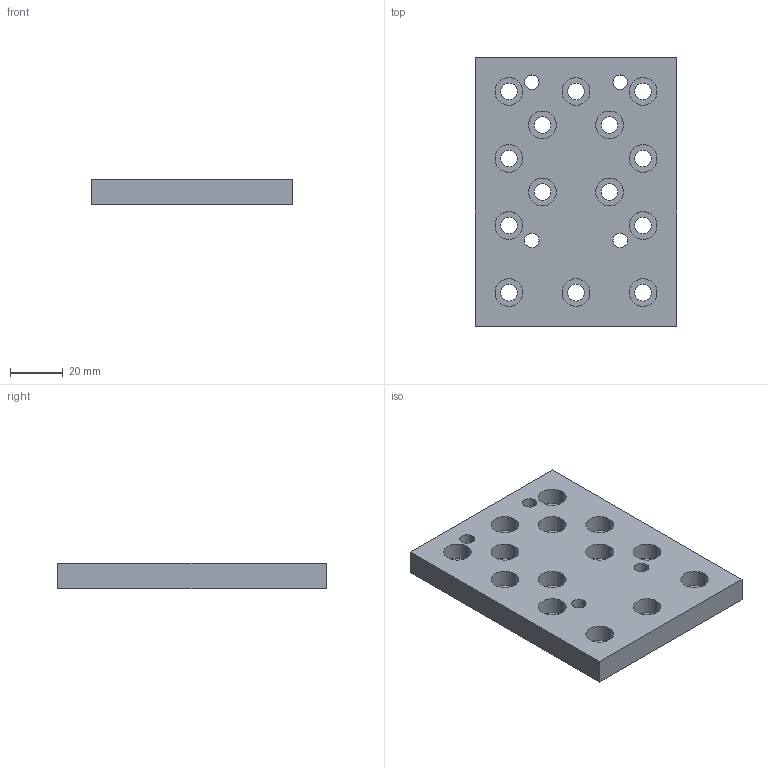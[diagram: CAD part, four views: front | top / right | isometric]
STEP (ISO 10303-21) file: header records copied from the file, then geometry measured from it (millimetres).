
FILE_DESCRIPTION (( 'STEP AP214' ), '1' );
FILE_NAME ('Camera_Adapter.STEP', '2024-10-04T17:21:22', ( '' ), ( '' ), 'SwSTEP 2.0', 'SolidWorks 2023', '' );
FILE_SCHEMA (( 'AUTOMOTIVE_DESIGN' ));
Length unit declared in the file: millimetre
Products named in the file (1): Camera_Adapter
Bounding box: 76.2 x 101.6 x 9.5 mm (x, y, z)
Volume: 63435.6 mm3; surface area: 22281.5 mm2
Topology: 1 solids, 1 shells, 84 faces, 204 edges, 136 vertices
Faces by surface type: cylinder 64, plane 20
Entity records: 2631 total; most frequent: DIRECTION 502, CARTESIAN_POINT 425, ORIENTED_EDGE 408, AXIS2_PLACEMENT_3D 213, EDGE_CURVE 204, VERTEX_POINT 136, EDGE_LOOP 134, CIRCLE 128
